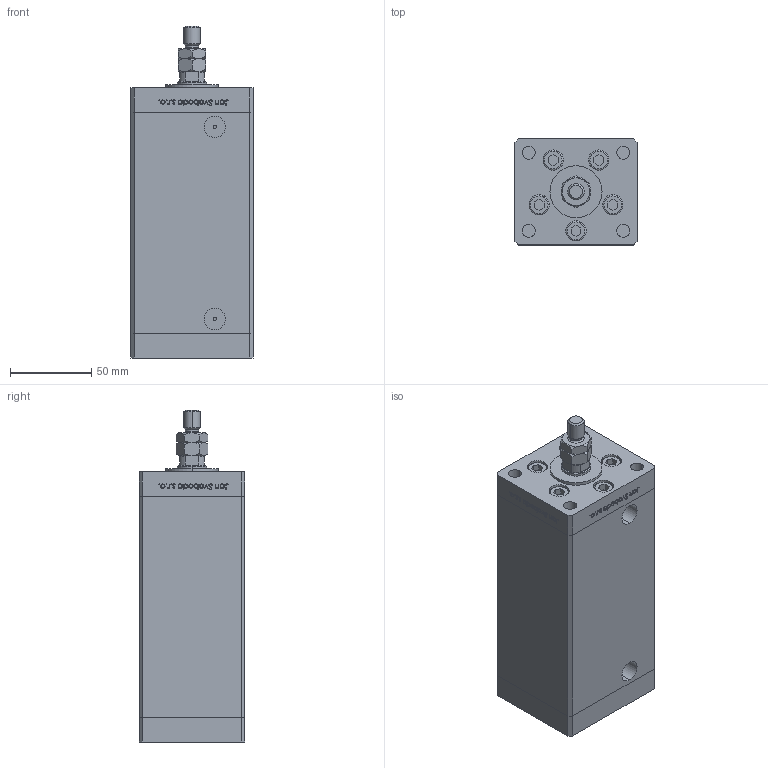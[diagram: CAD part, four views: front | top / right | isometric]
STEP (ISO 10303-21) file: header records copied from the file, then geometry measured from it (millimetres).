
FILE_DESCRIPTION (( 'STEP AP203' ), '1' );
FILE_NAME ('1e01.STEP', '2022-04-15T02:57:28', ( '' ), ( '' ), 'SwSTEP 2.0', 'SolidWorks 2019', '' );
FILE_SCHEMA (( 'CONFIG_CONTROL_DESIGN' ));
Length unit declared in the file: millimetre
Products named in the file (7): V220C_VC_B 94edcaae407da33ffe363035472f8fb3; V220C_FRONT_B 94edcaae407da33ffe363035472f8fb3; MTA 94edcaae407da33ffe363035472f8fb3; V220C BACK_B 94edcaae407da33ffe363035472f8fb3; 1e01; ALLEN BOLT 94edcaae407da33ffe363035472f8fb3; V220C_B MIDDLE 94edcaae407da33ffe363035472f8fb3
Assembly tree (15 placements, depth 2):
  1e01
    V220C_B MIDDLE 94edcaae407da33ffe363035472f8fb3
    V220C BACK_B 94edcaae407da33ffe363035472f8fb3
    V220C_FRONT_B 94edcaae407da33ffe363035472f8fb3
    V220C_VC_B 94edcaae407da33ffe363035472f8fb3
    ALLEN BOLT 94edcaae407da33ffe363035472f8fb3  x10
    MTA 94edcaae407da33ffe363035472f8fb3
Bounding box: 75 x 65 x 204 mm (x, y, z)
Volume: 726984.5 mm3; surface area: 129100.8 mm2
Topology: 15 solids, 15 shells, 1232 faces, 3057 edges, 1993 vertices
Faces by surface type: bspline 484, plane 477, cylinder 151, cone 74, torus 46
Entity records: 53772 total; most frequent: CARTESIAN_POINT 30810, ORIENTED_EDGE 5282, DIRECTION 3023, EDGE_CURVE 2641, VERTEX_POINT 1741, VECTOR 1339, LINE 1339, EDGE_LOOP 1200
